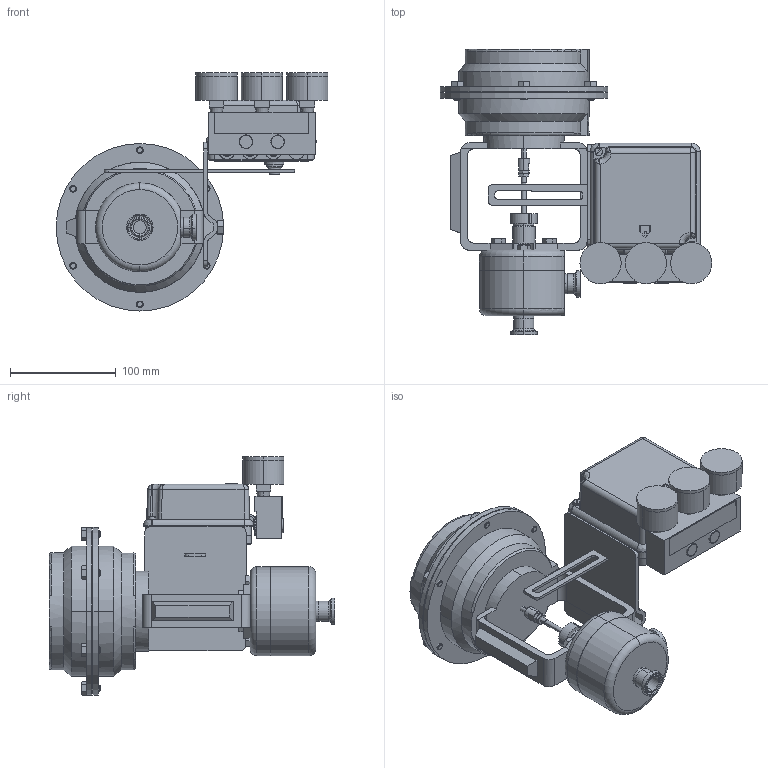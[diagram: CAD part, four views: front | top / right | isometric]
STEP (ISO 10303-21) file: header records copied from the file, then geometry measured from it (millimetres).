
FILE_DESCRIPTION (( 'STEP AP203' ), '1' );
FILE_NAME ('978SP-075-LF-JD-14M-16PP.STEP', '2017-06-20T18:15:06', ( '' ), ( '' ), 'SwSTEP 2.0', 'SolidWorks 2014', '' );
FILE_SCHEMA (( 'CONFIG_CONTROL_DESIGN' ));
Products named in the file (2): 978SP-075-LF-JD-14M-16PP
Bounding box: 257.48 x 270.76 x 225.72 mm (x, y, z)
Volume: 2232819.1 mm3; surface area: 457898.5 mm2
Topology: 61 solids, 61 shells, 2197 faces, 5422 edges, 3359 vertices
Faces by surface type: plane 748, cylinder 550, cone 549, bspline 313, torus 35, sphere 2
Entity records: 86631 total; most frequent: CARTESIAN_POINT 37192, ORIENTED_EDGE 10744, DIRECTION 9664, EDGE_CURVE 5372, AXIS2_PLACEMENT_3D 3714, VERTEX_POINT 3358, EDGE_LOOP 2340, VECTOR 2236
